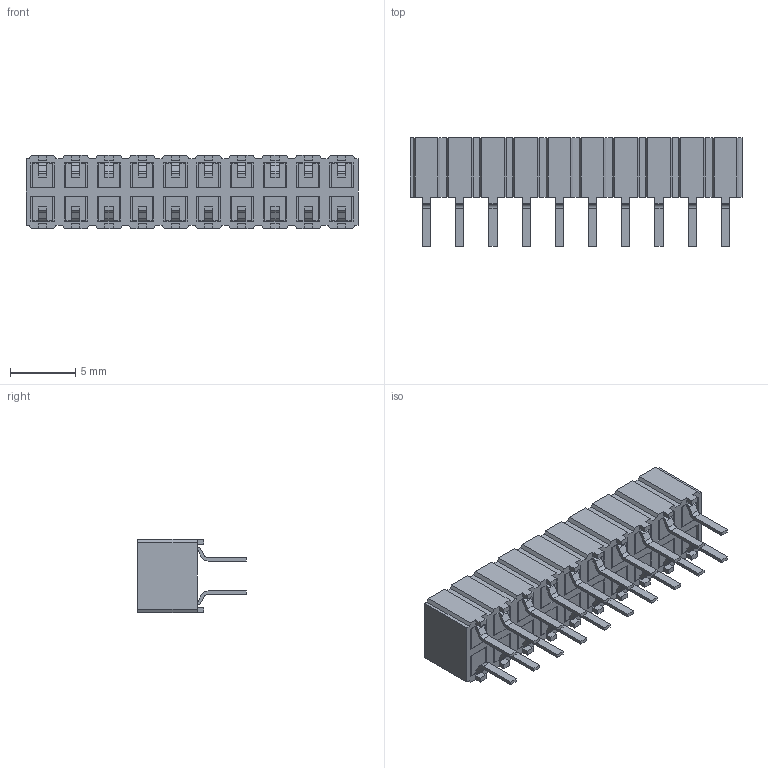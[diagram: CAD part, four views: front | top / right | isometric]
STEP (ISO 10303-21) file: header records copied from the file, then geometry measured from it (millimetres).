
FILE_DESCRIPTION (( 'STEP AP214' ), '1' );
FILE_NAME ('Samtec-CES-110-01-L-D.STEP', '2013-01-31T09:11:05', ( 'Master' ), ( '' ), 'SwSTEP 2.0', 'SolidWorks 2010', '' );
FILE_SCHEMA (( 'AUTOMOTIVE_DESIGN' ));
Length unit declared in the file: inch
Products named in the file (1): Samtec-CES-110-01-L-D
Bounding box: 25.4 x 8.33 x 5.59 mm (x, y, z)
Volume: 396.4 mm3; surface area: 1475.3 mm2
Topology: 1 solids, 1 shells, 786 faces, 2172 edges, 1408 vertices
Faces by surface type: plane 706, cylinder 80
Entity records: 29316 total; most frequent: CARTESIAN_POINT 4367, ORIENTED_EDGE 4344, DIRECTION 3906, EDGE_CURVE 2172, VECTOR 2012, LINE 2012, VERTEX_POINT 1408, AXIS2_PLACEMENT_3D 947
